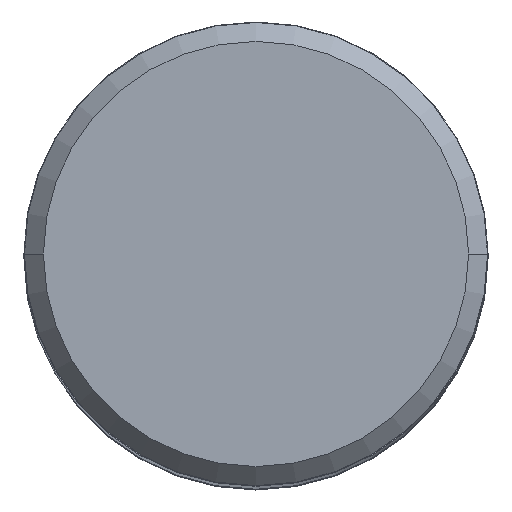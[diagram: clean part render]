
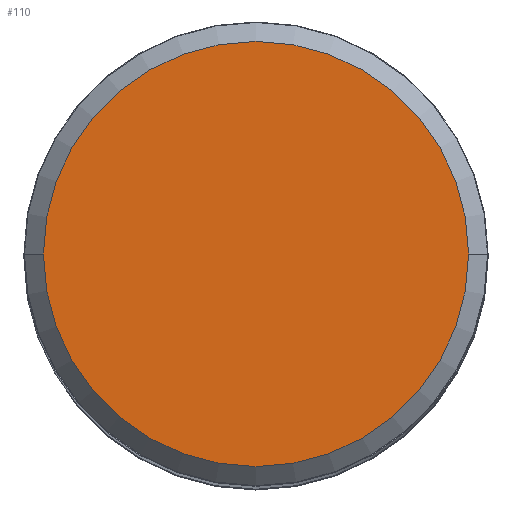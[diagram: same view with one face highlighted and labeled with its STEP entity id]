
A CAD part, top view. The second image highlights one B-rep face of the part: STEP entity #110.
In plain terms, the highlighted planar face has unit normal (0, 0, 1).
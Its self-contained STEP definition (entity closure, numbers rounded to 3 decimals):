
#62=PLANE('',#1062);
#110=ADVANCED_FACE('',(#198),#62,.F.);
#198=FACE_OUTER_BOUND('',#256,.T.);
#256=EDGE_LOOP('',(#438,#439));
#438=ORIENTED_EDGE('',*,*,#633,.F.);
#439=ORIENTED_EDGE('',*,*,#631,.F.);
#534=VERTEX_POINT('',#1606);
#535=VERTEX_POINT('',#1608);
#631=EDGE_CURVE('',#534,#535,#711,.T.);
#633=EDGE_CURVE('',#535,#534,#712,.T.);
#711=CIRCLE('',#1058,14.536);
#712=CIRCLE('',#1060,14.536);
#1058=AXIS2_PLACEMENT_3D('',#1607,#1338,#1339);
#1060=AXIS2_PLACEMENT_3D('',#1611,#1343,#1344);
#1062=AXIS2_PLACEMENT_3D('',#1613,#1347,#1348);
#1338=DIRECTION('',(0.,0.,-1.));
#1339=DIRECTION('',(-1.,0.,0.));
#1343=DIRECTION('',(0.,0.,-1.));
#1344=DIRECTION('',(1.,0.,0.));
#1347=DIRECTION('',(0.,0.,-1.));
#1348=DIRECTION('',(1.,0.,0.));
#1606=CARTESIAN_POINT('',(-14.536,0.,0.));
#1607=CARTESIAN_POINT('',(0.,0.,0.));
#1608=CARTESIAN_POINT('',(14.536,0.,0.));
#1611=CARTESIAN_POINT('',(0.,0.,0.));
#1613=CARTESIAN_POINT('',(0.,0.,0.));
